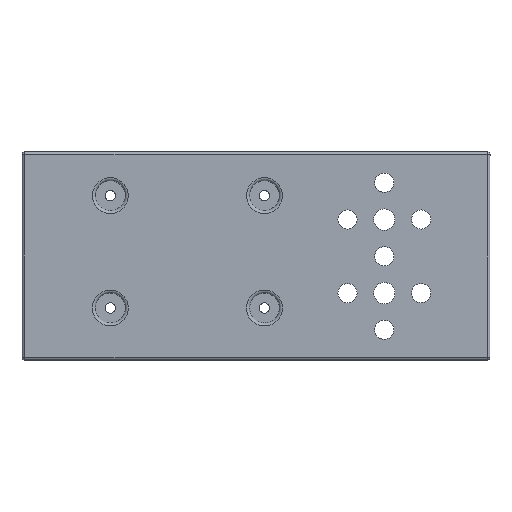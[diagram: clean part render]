
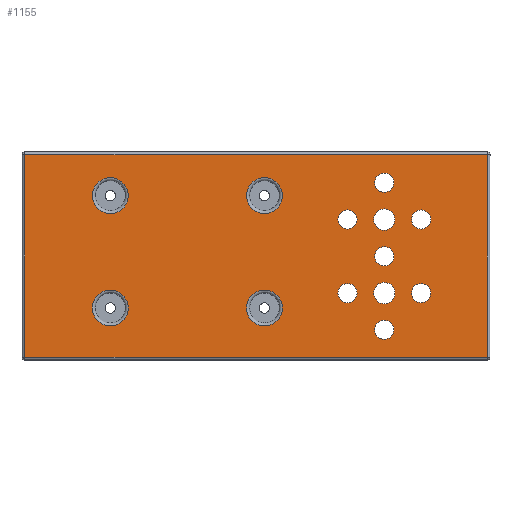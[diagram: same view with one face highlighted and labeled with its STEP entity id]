
A CAD part, left-side view. The second image highlights one B-rep face of the part: STEP entity #1155.
In plain terms, the highlighted planar face has unit normal (-1, -0.002, 0).
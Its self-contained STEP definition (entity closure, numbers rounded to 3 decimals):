
#76=FACE_BOUND('',#329,.T.);
#77=FACE_BOUND('',#330,.T.);
#78=FACE_BOUND('',#331,.T.);
#79=FACE_BOUND('',#332,.T.);
#80=FACE_BOUND('',#333,.T.);
#81=FACE_BOUND('',#334,.T.);
#82=FACE_BOUND('',#335,.T.);
#83=FACE_BOUND('',#336,.T.);
#84=FACE_BOUND('',#337,.T.);
#85=FACE_BOUND('',#338,.T.);
#86=FACE_BOUND('',#339,.T.);
#87=FACE_BOUND('',#340,.T.);
#88=FACE_BOUND('',#341,.T.);
#107=LINE('',#1920,#157);
#113=LINE('',#1951,#163);
#115=LINE('',#1957,#165);
#116=LINE('',#1958,#166);
#157=VECTOR('',#1487,10.);
#163=VECTOR('',#1529,10.);
#165=VECTOR('',#1535,10.);
#166=VECTOR('',#1536,10.);
#203=PLANE('',#1271);
#235=FACE_OUTER_BOUND('',#328,.T.);
#328=EDGE_LOOP('',(#869,#870,#871,#872));
#329=EDGE_LOOP('',(#873));
#330=EDGE_LOOP('',(#874));
#331=EDGE_LOOP('',(#875));
#332=EDGE_LOOP('',(#876));
#333=EDGE_LOOP('',(#877));
#334=EDGE_LOOP('',(#878));
#335=EDGE_LOOP('',(#879));
#336=EDGE_LOOP('',(#880));
#337=EDGE_LOOP('',(#881));
#338=EDGE_LOOP('',(#882));
#339=EDGE_LOOP('',(#883));
#340=EDGE_LOOP('',(#884));
#341=EDGE_LOOP('',(#885));
#450=CIRCLE('',#1272,3.62);
#451=CIRCLE('',#1273,3.254);
#452=CIRCLE('',#1274,3.62);
#453=CIRCLE('',#1275,3.254);
#454=CIRCLE('',#1276,3.254);
#455=CIRCLE('',#1277,3.254);
#456=CIRCLE('',#1278,3.254);
#457=CIRCLE('',#1279,3.254);
#458=CIRCLE('',#1280,3.254);
#459=CIRCLE('',#1281,6.1);
#460=CIRCLE('',#1282,6.1);
#461=CIRCLE('',#1283,6.1);
#462=CIRCLE('',#1284,6.1);
#554=VERTEX_POINT('',#1913);
#557=VERTEX_POINT('',#1918);
#564=VERTEX_POINT('',#1950);
#566=VERTEX_POINT('',#1956);
#567=VERTEX_POINT('',#1959);
#568=VERTEX_POINT('',#1961);
#569=VERTEX_POINT('',#1963);
#570=VERTEX_POINT('',#1965);
#571=VERTEX_POINT('',#1967);
#572=VERTEX_POINT('',#1969);
#573=VERTEX_POINT('',#1971);
#574=VERTEX_POINT('',#1973);
#575=VERTEX_POINT('',#1975);
#576=VERTEX_POINT('',#1977);
#577=VERTEX_POINT('',#1979);
#578=VERTEX_POINT('',#1981);
#579=VERTEX_POINT('',#1983);
#663=EDGE_CURVE('',#557,#554,#107,.T.);
#679=EDGE_CURVE('',#554,#564,#113,.T.);
#682=EDGE_CURVE('',#566,#557,#115,.T.);
#683=EDGE_CURVE('',#564,#566,#116,.T.);
#684=EDGE_CURVE('',#567,#567,#450,.T.);
#685=EDGE_CURVE('',#568,#568,#451,.T.);
#686=EDGE_CURVE('',#569,#569,#452,.T.);
#687=EDGE_CURVE('',#570,#570,#453,.T.);
#688=EDGE_CURVE('',#571,#571,#454,.T.);
#689=EDGE_CURVE('',#572,#572,#455,.T.);
#690=EDGE_CURVE('',#573,#573,#456,.T.);
#691=EDGE_CURVE('',#574,#574,#457,.T.);
#692=EDGE_CURVE('',#575,#575,#458,.T.);
#693=EDGE_CURVE('',#576,#576,#459,.T.);
#694=EDGE_CURVE('',#577,#577,#460,.T.);
#695=EDGE_CURVE('',#578,#578,#461,.T.);
#696=EDGE_CURVE('',#579,#579,#462,.T.);
#869=ORIENTED_EDGE('',*,*,#663,.F.);
#870=ORIENTED_EDGE('',*,*,#682,.F.);
#871=ORIENTED_EDGE('',*,*,#683,.F.);
#872=ORIENTED_EDGE('',*,*,#679,.F.);
#873=ORIENTED_EDGE('',*,*,#684,.T.);
#874=ORIENTED_EDGE('',*,*,#685,.T.);
#875=ORIENTED_EDGE('',*,*,#686,.T.);
#876=ORIENTED_EDGE('',*,*,#687,.T.);
#877=ORIENTED_EDGE('',*,*,#688,.T.);
#878=ORIENTED_EDGE('',*,*,#689,.T.);
#879=ORIENTED_EDGE('',*,*,#690,.T.);
#880=ORIENTED_EDGE('',*,*,#691,.T.);
#881=ORIENTED_EDGE('',*,*,#692,.T.);
#882=ORIENTED_EDGE('',*,*,#693,.F.);
#883=ORIENTED_EDGE('',*,*,#694,.F.);
#884=ORIENTED_EDGE('',*,*,#695,.F.);
#885=ORIENTED_EDGE('',*,*,#696,.F.);
#1155=ADVANCED_FACE('',(#235,#76,#77,#78,#79,#80,#81,#82,#83,#84,#85,#86,
#87,#88),#203,.T.);
#1271=AXIS2_PLACEMENT_3D('',#1955,#1533,#1534);
#1272=AXIS2_PLACEMENT_3D('',#1960,#1537,#1538);
#1273=AXIS2_PLACEMENT_3D('',#1962,#1539,#1540);
#1274=AXIS2_PLACEMENT_3D('',#1964,#1541,#1542);
#1275=AXIS2_PLACEMENT_3D('',#1966,#1543,#1544);
#1276=AXIS2_PLACEMENT_3D('',#1968,#1545,#1546);
#1277=AXIS2_PLACEMENT_3D('',#1970,#1547,#1548);
#1278=AXIS2_PLACEMENT_3D('',#1972,#1549,#1550);
#1279=AXIS2_PLACEMENT_3D('',#1974,#1551,#1552);
#1280=AXIS2_PLACEMENT_3D('',#1976,#1553,#1554);
#1281=AXIS2_PLACEMENT_3D('',#1978,#1555,#1556);
#1282=AXIS2_PLACEMENT_3D('',#1980,#1557,#1558);
#1283=AXIS2_PLACEMENT_3D('',#1982,#1559,#1560);
#1284=AXIS2_PLACEMENT_3D('',#1984,#1561,#1562);
#1487=DIRECTION('',(-0.002,1.,0.));
#1529=DIRECTION('',(0.,0.,1.));
#1533=DIRECTION('center_axis',(-1.,-0.002,
0.));
#1534=DIRECTION('ref_axis',(0.002,-1.,0.));
#1535=DIRECTION('',(0.,0.,-1.));
#1536=DIRECTION('',(0.002,-1.,0.));
#1537=DIRECTION('center_axis',(1.,0.002,0.));
#1538=DIRECTION('ref_axis',(0.002,-1.,0.));
#1539=DIRECTION('center_axis',(1.,0.002,0.));
#1540=DIRECTION('ref_axis',(0.002,-1.,0.));
#1541=DIRECTION('center_axis',(1.,0.002,0.));
#1542=DIRECTION('ref_axis',(0.002,-1.,0.));
#1543=DIRECTION('center_axis',(1.,0.002,0.));
#1544=DIRECTION('ref_axis',(0.002,-1.,0.));
#1545=DIRECTION('center_axis',(1.,0.002,0.));
#1546=DIRECTION('ref_axis',(0.002,-1.,0.));
#1547=DIRECTION('center_axis',(1.,0.002,0.));
#1548=DIRECTION('ref_axis',(0.002,-1.,0.));
#1549=DIRECTION('center_axis',(1.,0.002,0.));
#1550=DIRECTION('ref_axis',(0.002,-1.,0.));
#1551=DIRECTION('center_axis',(1.,0.002,0.));
#1552=DIRECTION('ref_axis',(0.002,-1.,0.));
#1553=DIRECTION('center_axis',(1.,0.002,0.));
#1554=DIRECTION('ref_axis',(0.002,-1.,0.));
#1555=DIRECTION('center_axis',(-1.,-0.002,
0.));
#1556=DIRECTION('ref_axis',(0.002,-1.,0.));
#1557=DIRECTION('center_axis',(-1.,-0.002,
0.));
#1558=DIRECTION('ref_axis',(0.002,-1.,0.));
#1559=DIRECTION('center_axis',(-1.,-0.002,
0.));
#1560=DIRECTION('ref_axis',(0.002,-1.,0.));
#1561=DIRECTION('center_axis',(-1.,-0.002,
0.));
#1562=DIRECTION('ref_axis',(0.002,-1.,0.));
#1913=CARTESIAN_POINT('',(-239.499,217.603,90.489));
#1918=CARTESIAN_POINT('',(-239.173,60.53,90.489));
#1920=CARTESIAN_POINT('',(-239.434,186.335,90.489));
#1950=CARTESIAN_POINT('',(-239.499,217.603,159.261));
#1951=CARTESIAN_POINT('',(-239.499,217.603,140.068));
#1955=CARTESIAN_POINT('Origin',(-239.367,154.066,124.875));
#1956=CARTESIAN_POINT('',(-239.173,60.53,159.261));
#1957=CARTESIAN_POINT('',(-239.173,60.53,109.682));
#1958=CARTESIAN_POINT('',(-239.3,121.798,159.261));
#1959=CARTESIAN_POINT('',(-239.253,99.09,112.283));
#1960=CARTESIAN_POINT('Origin',(-239.245,95.471,112.283));
#1961=CARTESIAN_POINT('',(-239.226,86.228,137.276));
#1962=CARTESIAN_POINT('Origin',(-239.219,82.974,137.276));
#1963=CARTESIAN_POINT('',(-239.253,99.09,137.276));
#1964=CARTESIAN_POINT('Origin',(-239.245,95.471,137.276));
#1965=CARTESIAN_POINT('',(-239.278,111.222,112.283));
#1966=CARTESIAN_POINT('Origin',(-239.271,107.968,112.283));
#1967=CARTESIAN_POINT('',(-239.226,86.228,112.283));
#1968=CARTESIAN_POINT('Origin',(-239.219,82.974,112.283));
#1969=CARTESIAN_POINT('',(-239.252,98.725,124.779));
#1970=CARTESIAN_POINT('Origin',(-239.245,95.471,124.779));
#1971=CARTESIAN_POINT('',(-239.252,98.725,149.773));
#1972=CARTESIAN_POINT('Origin',(-239.245,95.471,149.773));
#1973=CARTESIAN_POINT('',(-239.278,111.222,137.276));
#1974=CARTESIAN_POINT('Origin',(-239.271,107.968,137.276));
#1975=CARTESIAN_POINT('',(-239.252,98.725,99.786));
#1976=CARTESIAN_POINT('Origin',(-239.245,95.471,99.786));
#1977=CARTESIAN_POINT('',(-239.33,136.203,151.489));
#1978=CARTESIAN_POINT('Origin',(-239.33,136.203,145.389));
#1979=CARTESIAN_POINT('',(-239.439,188.603,113.289));
#1980=CARTESIAN_POINT('Origin',(-239.439,188.603,107.189));
#1981=CARTESIAN_POINT('',(-239.439,188.603,151.489));
#1982=CARTESIAN_POINT('Origin',(-239.439,188.603,145.389));
#1983=CARTESIAN_POINT('',(-239.33,136.203,113.289));
#1984=CARTESIAN_POINT('Origin',(-239.33,136.203,107.189));
